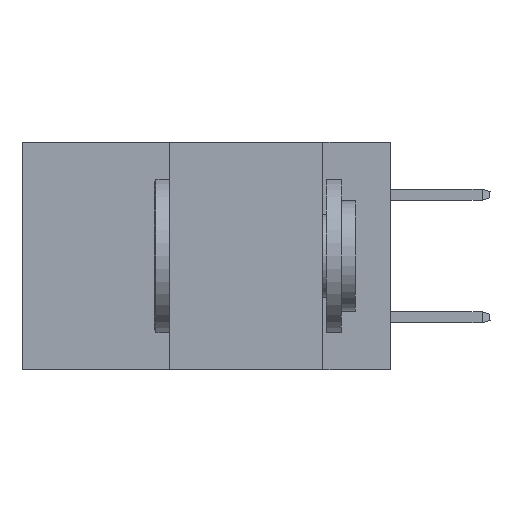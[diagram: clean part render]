
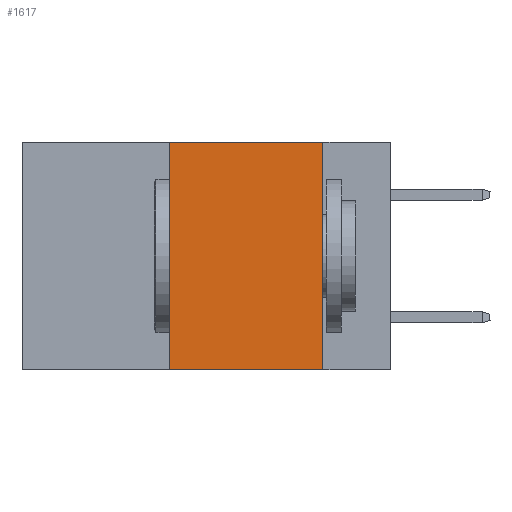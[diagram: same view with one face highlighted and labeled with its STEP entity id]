
A CAD part, left-side view. The second image highlights one B-rep face of the part: STEP entity #1617.
In plain terms, the highlighted planar face has unit normal (-1, 0, 0).
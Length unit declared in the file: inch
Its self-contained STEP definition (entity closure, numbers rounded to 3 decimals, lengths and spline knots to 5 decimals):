
#644 = VERTEX_POINT ( 'NONE', #11917 ) ;
#1617 = ADVANCED_FACE ( 'NONE', ( #3465 ), #5839, .F. ) ;
#1641 = EDGE_CURVE ( 'NONE', #1759, #8235, #10642, .T. ) ;
#1759 = VERTEX_POINT ( 'NONE', #5191 ) ;
#2173 = VECTOR ( 'NONE', #3957, 39.37008 ) ;
#2674 = ORIENTED_EDGE ( 'NONE', *, *, #9994, .F. ) ;
#2839 = ORIENTED_EDGE ( 'NONE', *, *, #6300, .F. ) ;
#3003 = ORIENTED_EDGE ( 'NONE', *, *, #4965, .F. ) ;
#3151 = ORIENTED_EDGE ( 'NONE', *, *, #1641, .T. ) ;
#3465 = FACE_OUTER_BOUND ( 'NONE', #4865, .T. ) ;
#3571 = DIRECTION ( 'NONE',  ( 1., 0., 0. ) ) ;
#3957 = DIRECTION ( 'NONE',  ( 0., -1., 0. ) ) ;
#4032 = CARTESIAN_POINT ( 'NONE',  ( 0., 0.6, 0. ) ) ;
#4778 = LINE ( 'NONE', #4032, #2173 ) ;
#4865 = EDGE_LOOP ( 'NONE', ( #2674, #2839, #3003, #3151 ) ) ;
#4965 = EDGE_CURVE ( 'NONE', #1759, #644, #11152, .T. ) ;
#5131 = LINE ( 'NONE', #7004, #9559 ) ;
#5191 = CARTESIAN_POINT ( 'NONE',  ( 0., 0.36, -0.37 ) ) ;
#5215 = CARTESIAN_POINT ( 'NONE',  ( 0., 0.6, -0.37 ) ) ;
#5507 = DIRECTION ( 'NONE',  ( 0., -1., 0. ) ) ;
#5526 = CARTESIAN_POINT ( 'NONE',  ( 0., 0.11, -0.37 ) ) ;
#5794 = DIRECTION ( 'NONE',  ( 0., 0., -1. ) ) ;
#5805 = VECTOR ( 'NONE', #5507, 39.37008 ) ;
#5839 = PLANE ( 'NONE',  #11487 ) ;
#6019 = DIRECTION ( 'NONE',  ( 0., 0., -1. ) ) ;
#6065 = CARTESIAN_POINT ( 'NONE',  ( 0., 0.36, 0. ) ) ;
#6300 = EDGE_CURVE ( 'NONE', #644, #10258, #4778, .T. ) ;
#6387 = VECTOR ( 'NONE', #6885, 39.37008 ) ;
#6885 = DIRECTION ( 'NONE',  ( 0., 0., 1. ) ) ;
#7004 = CARTESIAN_POINT ( 'NONE',  ( 0., 0.11, 0. ) ) ;
#7387 = CARTESIAN_POINT ( 'NONE',  ( 0., 0.11, 0. ) ) ;
#8235 = VERTEX_POINT ( 'NONE', #5526 ) ;
#9559 = VECTOR ( 'NONE', #6019, 39.37008 ) ;
#9994 = EDGE_CURVE ( 'NONE', #10258, #8235, #5131, .T. ) ;
#10258 = VERTEX_POINT ( 'NONE', #7387 ) ;
#10501 = CARTESIAN_POINT ( 'NONE',  ( 0., 0.6, 0. ) ) ;
#10642 = LINE ( 'NONE', #5215, #5805 ) ;
#11152 = LINE ( 'NONE', #6065, #6387 ) ;
#11487 = AXIS2_PLACEMENT_3D ( 'NONE', #10501, #3571, #5794 ) ;
#11917 = CARTESIAN_POINT ( 'NONE',  ( 0., 0.36, 0. ) ) ;
